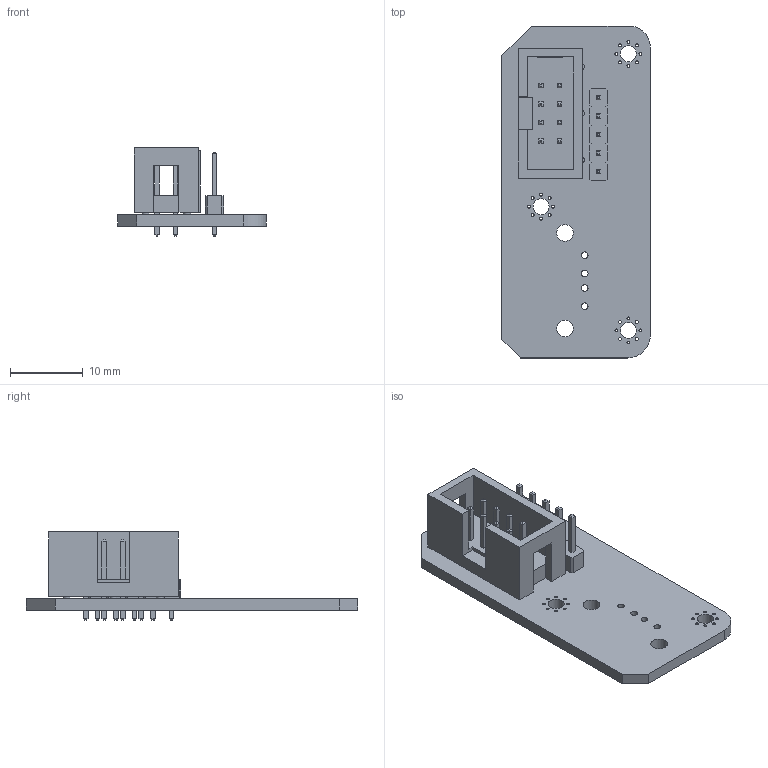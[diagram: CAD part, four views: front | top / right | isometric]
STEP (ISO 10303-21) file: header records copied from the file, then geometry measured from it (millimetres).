
FILE_DESCRIPTION(('KiCad electronic assembly'),'2;1');
FILE_NAME('lcd_pcb.step','2021-02-15T10:07:01',('An Author'),( 'A Company'),'Open CASCADE STEP processor 6.9', 'KiCad to STEP converter','Unknown');
FILE_SCHEMA(('AUTOMOTIVE_DESIGN { 1 0 10303 214 1 1 1 1 }'));
Length unit declared in the file: millimetre
Products named in the file (7): Open CASCADE STEP translator 6.9 1; IDC-Header_2x04_P2.54mm_Vertical; SOLID; PinHeader_1x05_P2.54mm_Vertical; usb_a_connfly; COMPOUND
Assembly tree (6 placements, depth 3):
  Open CASCADE STEP translator 6.9 1
    IDC-Header_2x04_P2.54mm_Vertical
      SOLID
    PinHeader_1x05_P2.54mm_Vertical
      SOLID
    usb_a_connfly
    COMPOUND
Bounding box: 20.39 x 45.6 x 12.1 mm (x, y, z)
Volume: 2201 mm3; surface area: 3585 mm2
Topology: 3 solids, 3 shells, 366 faces, 898 edges, 566 vertices
Faces by surface type: plane 309, cylinder 57
Full cylindrical faces by diameter (mm): 0.4 x24, 0.762 x5, 0.92 x4, 1 x14, 2.2 x3, 2.3 x2
Entity records: 24745 total; most frequent: CARTESIAN_POINT 3709, DIRECTION 3544, LINE 2450, VECTOR 2450, ORIENTED_EDGE 1796, PCURVE 1796, DEFINITIONAL_REPRESENTATION 1796, EDGE_CURVE 898
